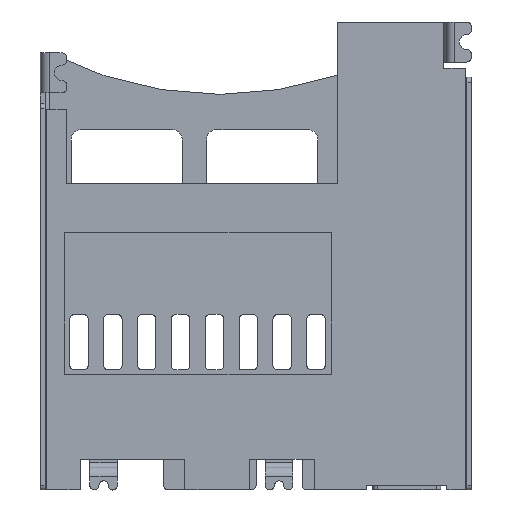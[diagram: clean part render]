
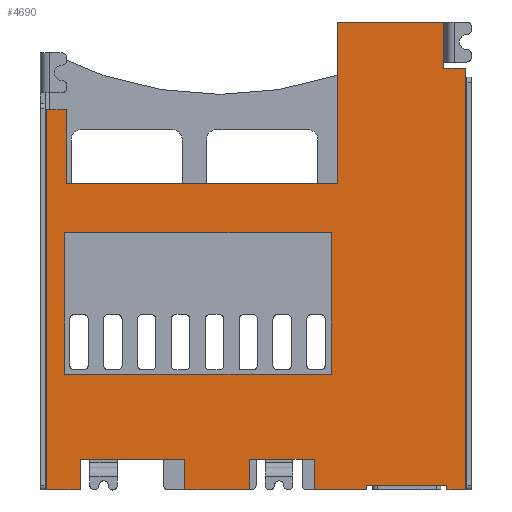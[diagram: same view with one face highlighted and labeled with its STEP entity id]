
A CAD part, front view. The second image highlights one B-rep face of the part: STEP entity #4690.
In plain terms, the highlighted planar face has unit normal (0, -1, 0).
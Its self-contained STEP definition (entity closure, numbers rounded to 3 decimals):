
#317=FACE_BOUND('',#625,.T.);
#354=FACE_OUTER_BOUND('',#624,.T.);
#624=EDGE_LOOP('',(#3179,#3180,#3181,#3182,#3183,#3184,#3185,#3186,#3187,#3188,#3189,#3190,#3191,#3192,#3193,#3194,#3195,#3196,#3197,#3198,#3199,#3200));
#625=EDGE_LOOP('',(#3201,#3202,#3203,#3204));
#907=LINE('',#6947,#1423);
#916=LINE('',#6966,#1432);
#920=LINE('',#6973,#1436);
#929=LINE('',#6993,#1445);
#960=LINE('',#7052,#1476);
#963=LINE('',#7058,#1479);
#964=LINE('',#7060,#1480);
#965=LINE('',#7062,#1481);
#966=LINE('',#7064,#1482);
#967=LINE('',#7065,#1483);
#968=LINE('',#7067,#1484);
#969=LINE('',#7069,#1485);
#970=LINE('',#7071,#1486);
#971=LINE('',#7073,#1487);
#972=LINE('',#7075,#1488);
#973=LINE('',#7077,#1489);
#974=LINE('',#7079,#1490);
#975=LINE('',#7081,#1491);
#976=LINE('',#7083,#1492);
#977=LINE('',#7085,#1493);
#978=LINE('',#7087,#1494);
#979=LINE('',#7088,#1495);
#980=LINE('',#7091,#1496);
#981=LINE('',#7093,#1497);
#982=LINE('',#7095,#1498);
#983=LINE('',#7096,#1499);
#1423=VECTOR('',#5493,10.);
#1432=VECTOR('',#5506,10.);
#1436=VECTOR('',#5512,10.);
#1445=VECTOR('',#5525,10.);
#1476=VECTOR('',#5568,10.);
#1479=VECTOR('',#5575,10.);
#1480=VECTOR('',#5578,10.);
#1481=VECTOR('',#5579,10.);
#1482=VECTOR('',#5580,10.);
#1483=VECTOR('',#5581,10.);
#1484=VECTOR('',#5582,10.);
#1485=VECTOR('',#5583,10.);
#1486=VECTOR('',#5584,10.);
#1487=VECTOR('',#5585,10.);
#1488=VECTOR('',#5586,10.);
#1489=VECTOR('',#5587,10.);
#1490=VECTOR('',#5588,10.);
#1491=VECTOR('',#5589,10.);
#1492=VECTOR('',#5590,10.);
#1493=VECTOR('',#5591,10.);
#1494=VECTOR('',#5592,10.);
#1495=VECTOR('',#5593,10.);
#1496=VECTOR('',#5594,10.);
#1497=VECTOR('',#5595,10.);
#1498=VECTOR('',#5596,10.);
#1499=VECTOR('',#5597,10.);
#1937=VERTEX_POINT('',#6944);
#1938=VERTEX_POINT('',#6946);
#1945=VERTEX_POINT('',#6963);
#1946=VERTEX_POINT('',#6965);
#1948=VERTEX_POINT('',#6971);
#1956=VERTEX_POINT('',#6990);
#1957=VERTEX_POINT('',#6992);
#1979=VERTEX_POINT('',#7050);
#1980=VERTEX_POINT('',#7056);
#1981=VERTEX_POINT('',#7061);
#1982=VERTEX_POINT('',#7063);
#1983=VERTEX_POINT('',#7066);
#1984=VERTEX_POINT('',#7068);
#1985=VERTEX_POINT('',#7070);
#1986=VERTEX_POINT('',#7072);
#1987=VERTEX_POINT('',#7074);
#1988=VERTEX_POINT('',#7076);
#1989=VERTEX_POINT('',#7078);
#1990=VERTEX_POINT('',#7080);
#1991=VERTEX_POINT('',#7082);
#1992=VERTEX_POINT('',#7084);
#1993=VERTEX_POINT('',#7086);
#1994=VERTEX_POINT('',#7089);
#1995=VERTEX_POINT('',#7090);
#1996=VERTEX_POINT('',#7092);
#1997=VERTEX_POINT('',#7094);
#2383=EDGE_CURVE('',#1938,#1937,#907,.T.);
#2392=EDGE_CURVE('',#1945,#1946,#916,.T.);
#2396=EDGE_CURVE('',#1945,#1948,#920,.T.);
#2405=EDGE_CURVE('',#1956,#1957,#929,.T.);
#2436=EDGE_CURVE('',#1956,#1979,#960,.T.);
#2439=EDGE_CURVE('',#1948,#1980,#963,.T.);
#2440=EDGE_CURVE('',#1980,#1957,#964,.T.);
#2441=EDGE_CURVE('',#1979,#1981,#965,.T.);
#2442=EDGE_CURVE('',#1981,#1982,#966,.T.);
#2443=EDGE_CURVE('',#1982,#1938,#967,.T.);
#2444=EDGE_CURVE('',#1983,#1937,#968,.T.);
#2445=EDGE_CURVE('',#1983,#1984,#969,.T.);
#2446=EDGE_CURVE('',#1984,#1985,#970,.T.);
#2447=EDGE_CURVE('',#1985,#1986,#971,.T.);
#2448=EDGE_CURVE('',#1987,#1986,#972,.T.);
#2449=EDGE_CURVE('',#1987,#1988,#973,.T.);
#2450=EDGE_CURVE('',#1988,#1989,#974,.T.);
#2451=EDGE_CURVE('',#1989,#1990,#975,.T.);
#2452=EDGE_CURVE('',#1991,#1990,#976,.T.);
#2453=EDGE_CURVE('',#1991,#1992,#977,.T.);
#2454=EDGE_CURVE('',#1992,#1993,#978,.T.);
#2455=EDGE_CURVE('',#1993,#1946,#979,.T.);
#2456=EDGE_CURVE('',#1994,#1995,#980,.T.);
#2457=EDGE_CURVE('',#1995,#1996,#981,.T.);
#2458=EDGE_CURVE('',#1996,#1997,#982,.T.);
#2459=EDGE_CURVE('',#1997,#1994,#983,.T.);
#3179=ORIENTED_EDGE('',*,*,#2396,.T.);
#3180=ORIENTED_EDGE('',*,*,#2439,.T.);
#3181=ORIENTED_EDGE('',*,*,#2440,.T.);
#3182=ORIENTED_EDGE('',*,*,#2405,.F.);
#3183=ORIENTED_EDGE('',*,*,#2436,.T.);
#3184=ORIENTED_EDGE('',*,*,#2441,.T.);
#3185=ORIENTED_EDGE('',*,*,#2442,.T.);
#3186=ORIENTED_EDGE('',*,*,#2443,.T.);
#3187=ORIENTED_EDGE('',*,*,#2383,.T.);
#3188=ORIENTED_EDGE('',*,*,#2444,.F.);
#3189=ORIENTED_EDGE('',*,*,#2445,.T.);
#3190=ORIENTED_EDGE('',*,*,#2446,.T.);
#3191=ORIENTED_EDGE('',*,*,#2447,.T.);
#3192=ORIENTED_EDGE('',*,*,#2448,.F.);
#3193=ORIENTED_EDGE('',*,*,#2449,.T.);
#3194=ORIENTED_EDGE('',*,*,#2450,.T.);
#3195=ORIENTED_EDGE('',*,*,#2451,.T.);
#3196=ORIENTED_EDGE('',*,*,#2452,.F.);
#3197=ORIENTED_EDGE('',*,*,#2453,.T.);
#3198=ORIENTED_EDGE('',*,*,#2454,.T.);
#3199=ORIENTED_EDGE('',*,*,#2455,.T.);
#3200=ORIENTED_EDGE('',*,*,#2392,.F.);
#3201=ORIENTED_EDGE('',*,*,#2456,.T.);
#3202=ORIENTED_EDGE('',*,*,#2457,.T.);
#3203=ORIENTED_EDGE('',*,*,#2458,.T.);
#3204=ORIENTED_EDGE('',*,*,#2459,.T.);
#4517=PLANE('',#5025);
#4690=ADVANCED_FACE('',(#354,#317),#4517,.F.);
#5025=AXIS2_PLACEMENT_3D('',#7059,#5576,#5577);
#5493=DIRECTION('',(0.,0.,-1.));
#5506=DIRECTION('',(-1.,0.,0.));
#5512=DIRECTION('',(0.,0.,1.));
#5525=DIRECTION('',(1.,0.,0.));
#5568=DIRECTION('',(0.,0.,-1.));
#5575=DIRECTION('',(-1.,0.,0.));
#5576=DIRECTION('center_axis',(0.,1.,0.));
#5577=DIRECTION('ref_axis',(0.,0.,1.));
#5578=DIRECTION('',(0.,0.,1.));
#5579=DIRECTION('',(-1.,0.,0.));
#5580=DIRECTION('',(0.,0.,1.));
#5581=DIRECTION('',(-1.,0.,0.));
#5582=DIRECTION('',(-1.,0.,0.));
#5583=DIRECTION('',(0.,0.,1.));
#5584=DIRECTION('',(1.,0.,0.));
#5585=DIRECTION('',(0.,0.,-1.));
#5586=DIRECTION('',(-1.,0.,0.));
#5587=DIRECTION('',(0.,0.,1.));
#5588=DIRECTION('',(1.,0.,0.));
#5589=DIRECTION('',(0.,0.,-1.));
#5590=DIRECTION('',(-1.,0.,0.));
#5591=DIRECTION('',(0.,0.,1.));
#5592=DIRECTION('',(1.,0.,0.));
#5593=DIRECTION('',(0.,0.,-1.));
#5594=DIRECTION('',(0.,0.,-1.));
#5595=DIRECTION('',(-1.,0.,0.));
#5596=DIRECTION('',(0.,0.,1.));
#5597=DIRECTION('',(1.,0.,0.));
#6944=CARTESIAN_POINT('',(-6.8,0.05,-7.6));
#6946=CARTESIAN_POINT('',(-6.8,0.05,4.75));
#6947=CARTESIAN_POINT('',(-6.8,0.05,3.8));
#6963=CARTESIAN_POINT('',(6.8,0.05,-7.6));
#6965=CARTESIAN_POINT('',(6.2,0.05,-7.6));
#6966=CARTESIAN_POINT('',(7.05,0.05,-7.6));
#6971=CARTESIAN_POINT('',(6.8,0.05,6.1));
#6973=CARTESIAN_POINT('',(6.8,0.05,-3.8));
#6990=CARTESIAN_POINT('',(2.65,0.05,7.6));
#6992=CARTESIAN_POINT('',(6.1,0.05,7.6));
#6993=CARTESIAN_POINT('',(-7.05,0.05,7.6));
#7050=CARTESIAN_POINT('',(2.65,0.05,2.36));
#7052=CARTESIAN_POINT('',(2.65,0.05,3.8));
#7056=CARTESIAN_POINT('',(6.1,0.05,6.1));
#7058=CARTESIAN_POINT('',(3.525,0.05,6.1));
#7059=CARTESIAN_POINT('Origin',(0.,0.05,0.));
#7060=CARTESIAN_POINT('',(6.1,0.05,3.05));
#7061=CARTESIAN_POINT('',(-6.16,0.05,2.36));
#7062=CARTESIAN_POINT('',(1.325,0.05,2.36));
#7063=CARTESIAN_POINT('',(-6.16,0.05,4.75));
#7064=CARTESIAN_POINT('',(-6.16,0.05,1.18));
#7065=CARTESIAN_POINT('',(-3.08,0.05,4.75));
#7066=CARTESIAN_POINT('',(-5.71,0.05,-7.6));
#7067=CARTESIAN_POINT('',(7.05,0.05,-7.6));
#7068=CARTESIAN_POINT('',(-5.71,0.05,-6.6));
#7069=CARTESIAN_POINT('',(-5.71,0.05,-3.8));
#7070=CARTESIAN_POINT('',(-2.31,0.05,-6.6));
#7071=CARTESIAN_POINT('',(-2.855,0.05,-6.6));
#7072=CARTESIAN_POINT('',(-2.31,0.05,-7.6));
#7073=CARTESIAN_POINT('',(-2.31,0.05,-3.3));
#7074=CARTESIAN_POINT('',(-0.21,0.05,-7.6));
#7075=CARTESIAN_POINT('',(7.05,0.05,-7.6));
#7076=CARTESIAN_POINT('',(-0.21,0.05,-6.6));
#7077=CARTESIAN_POINT('',(-0.21,0.05,-3.8));
#7078=CARTESIAN_POINT('',(1.89,0.05,-6.6));
#7079=CARTESIAN_POINT('',(-0.105,0.05,-6.6));
#7080=CARTESIAN_POINT('',(1.89,0.05,-7.6));
#7081=CARTESIAN_POINT('',(1.89,0.05,-3.3));
#7082=CARTESIAN_POINT('',(3.6,0.05,-7.6));
#7083=CARTESIAN_POINT('',(7.05,0.05,-7.6));
#7084=CARTESIAN_POINT('',(3.6,0.05,-7.45));
#7085=CARTESIAN_POINT('',(3.6,0.05,-3.8));
#7086=CARTESIAN_POINT('',(6.2,0.05,-7.45));
#7087=CARTESIAN_POINT('',(1.8,0.05,-7.45));
#7088=CARTESIAN_POINT('',(6.2,0.05,-3.725));
#7089=CARTESIAN_POINT('',(2.44,0.05,0.76));
#7090=CARTESIAN_POINT('',(2.44,0.05,-3.84));
#7091=CARTESIAN_POINT('',(2.44,0.05,0.38));
#7092=CARTESIAN_POINT('',(-6.21,0.05,-3.84));
#7093=CARTESIAN_POINT('',(1.22,0.05,-3.84));
#7094=CARTESIAN_POINT('',(-6.21,0.05,0.76));
#7095=CARTESIAN_POINT('',(-6.21,0.05,-1.92));
#7096=CARTESIAN_POINT('',(-3.105,0.05,0.76));
